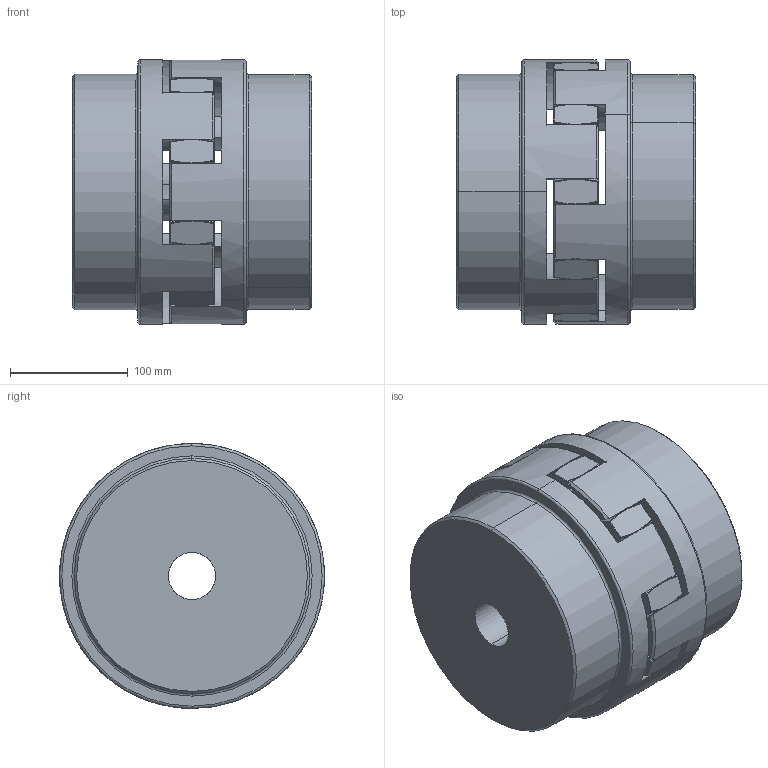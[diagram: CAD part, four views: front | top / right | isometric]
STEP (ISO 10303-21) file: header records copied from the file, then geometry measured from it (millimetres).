
FILE_DESCRIPTION((''),'2;1');
FILE_NAME('LH800_ASM','2013-04-17T',('ppetruska'),(''),'PRO/ENGINEER BY PARAMETRIC TECHNOLOGY CORPORATION, 2012480','PRO/ENGINEER BY PARAMETRIC TECHNOLOGY CORPORATION, 2012480','');
FILE_SCHEMA(('CONFIG_CONTROL_DESIGN'));
Length unit declared in the file: millimetre
Products named in the file (3): CJ100-SPIDER; CJ100-HUB-B; LH800_ASM
Assembly tree (3 placements, depth 2):
  LH800_ASM
    CJ100-SPIDER
    CJ100-HUB-B  x2
Bounding box: 203 x 225 x 225 mm (x, y, z)
Volume: 6080972 mm3; surface area: 435298.8 mm2
Topology: 3 solids, 3 shells, 449 faces, 1031 edges, 590 vertices
Faces by surface type: bspline 251, cylinder 148, plane 28, cone 14, torus 8
Entity records: 18760 total; most frequent: CARTESIAN_POINT 11596, ORIENTED_EDGE 1840, DIRECTION 946, EDGE_CURVE 920, B_SPLINE_CURVE_WITH_KNOTS 533, VERTEX_POINT 518, EDGE_LOOP 412, FACE_OUTER_BOUND 407
